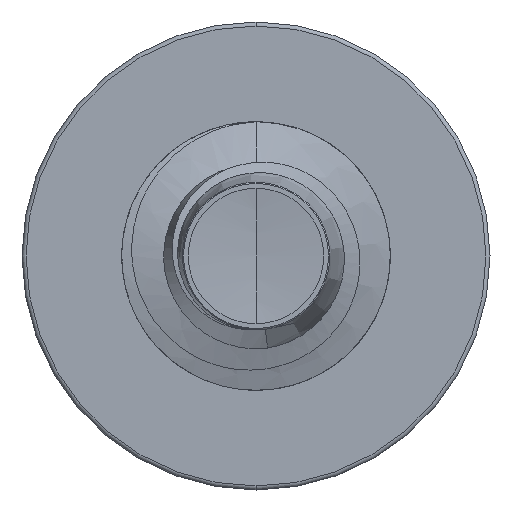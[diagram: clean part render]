
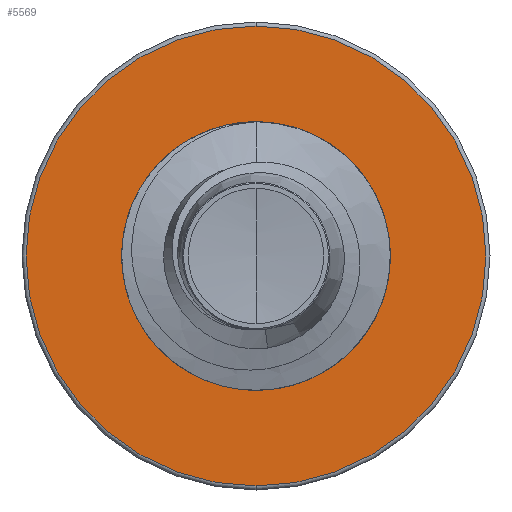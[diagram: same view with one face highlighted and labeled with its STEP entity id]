
A CAD part, front view. The second image highlights one B-rep face of the part: STEP entity #5569.
In plain terms, the highlighted planar face has unit normal (0, -1, 0).
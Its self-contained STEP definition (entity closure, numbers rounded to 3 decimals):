
#634 = DIRECTION ( 'NONE',  ( 0., 1., 0. ) ) ;
#729 = CARTESIAN_POINT ( 'NONE',  ( 0., 8., 0. ) ) ;
#787 = ORIENTED_EDGE ( 'NONE', *, *, #11866, .F. ) ;
#831 = DIRECTION ( 'NONE',  ( 0., 0., 1. ) ) ;
#983 = CARTESIAN_POINT ( 'NONE',  ( 0., 8., -2.997 ) ) ;
#1174 = DIRECTION ( 'NONE',  ( 0., 0., 1. ) ) ;
#2742 = DIRECTION ( 'NONE',  ( 0., 0., 1. ) ) ;
#2761 = DIRECTION ( 'NONE',  ( 0., 1., 0. ) ) ;
#2783 = CARTESIAN_POINT ( 'NONE',  ( 0., 8., 0. ) ) ;
#3006 = AXIS2_PLACEMENT_3D ( 'NONE', #2783, #2761, #2742 ) ;
#3791 = CIRCLE ( 'NONE', #4429, 1.722 ) ;
#3894 = AXIS2_PLACEMENT_3D ( 'NONE', #729, #634, #831 ) ;
#3922 = AXIS2_PLACEMENT_3D ( 'NONE', #5771, #5629, #1174 ) ;
#4191 = VERTEX_POINT ( 'NONE', #13169 ) ;
#4429 = AXIS2_PLACEMENT_3D ( 'NONE', #8708, #8705, #8431 ) ;
#4810 = FACE_BOUND ( 'NONE', #8895, .T. ) ;
#4881 = ORIENTED_EDGE ( 'NONE', *, *, #11852, .T. ) ;
#5569 = ADVANCED_FACE ( 'NONE', ( #7718, #4810 ), #12930, .F. ) ;
#5629 = DIRECTION ( 'NONE',  ( 0., 1., 0. ) ) ;
#5771 = CARTESIAN_POINT ( 'NONE',  ( 0., 8., 0. ) ) ;
#6697 = CIRCLE ( 'NONE', #3922, 1.722 ) ;
#7718 = FACE_OUTER_BOUND ( 'NONE', #10474, .T. ) ;
#7872 = VERTEX_POINT ( 'NONE', #10221 ) ;
#7942 = VERTEX_POINT ( 'NONE', #10174 ) ;
#8117 = ORIENTED_EDGE ( 'NONE', *, *, #11441, .T. ) ;
#8431 = DIRECTION ( 'NONE',  ( 0., 0., 1. ) ) ;
#8705 = DIRECTION ( 'NONE',  ( 0., 1., 0. ) ) ;
#8708 = CARTESIAN_POINT ( 'NONE',  ( 0., 8., 0. ) ) ;
#8895 = EDGE_LOOP ( 'NONE', ( #4881, #8117 ) ) ;
#9155 = AXIS2_PLACEMENT_3D ( 'NONE', #12967, #12986, #12993 ) ;
#9674 = VERTEX_POINT ( 'NONE', #983 ) ;
#10174 = CARTESIAN_POINT ( 'NONE',  ( 0., 8., 1.722 ) ) ;
#10221 = CARTESIAN_POINT ( 'NONE',  ( 0., 8., 2.998 ) ) ;
#10474 = EDGE_LOOP ( 'NONE', ( #12366, #787 ) ) ;
#11441 = EDGE_CURVE ( 'NONE', #4191, #7942, #3791, .T. ) ;
#11852 = EDGE_CURVE ( 'NONE', #7942, #4191, #6697, .T. ) ;
#11866 = EDGE_CURVE ( 'NONE', #9674, #7872, #13055, .T. ) ;
#12094 = EDGE_CURVE ( 'NONE', #7872, #9674, #12485, .T. ) ;
#12366 = ORIENTED_EDGE ( 'NONE', *, *, #12094, .F. ) ;
#12485 = CIRCLE ( 'NONE', #3006, 2.998 ) ;
#12930 = PLANE ( 'NONE',  #9155 ) ;
#12967 = CARTESIAN_POINT ( 'NONE',  ( 0., 8., -1.722 ) ) ;
#12986 = DIRECTION ( 'NONE',  ( 0., 1., 0. ) ) ;
#12993 = DIRECTION ( 'NONE',  ( 0., 0., 1. ) ) ;
#13055 = CIRCLE ( 'NONE', #3894, 2.998 ) ;
#13169 = CARTESIAN_POINT ( 'NONE',  ( 0., 8., -1.722 ) ) ;
